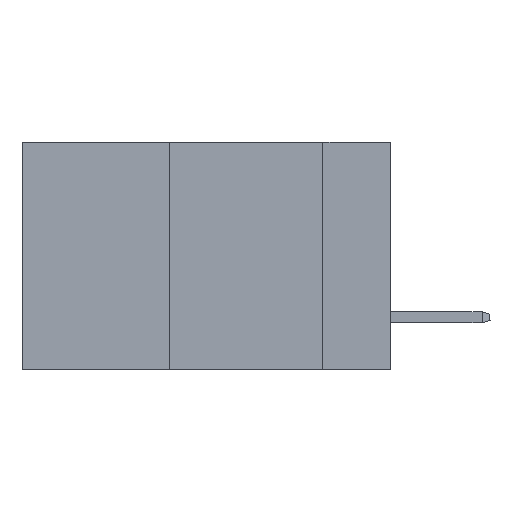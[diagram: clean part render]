
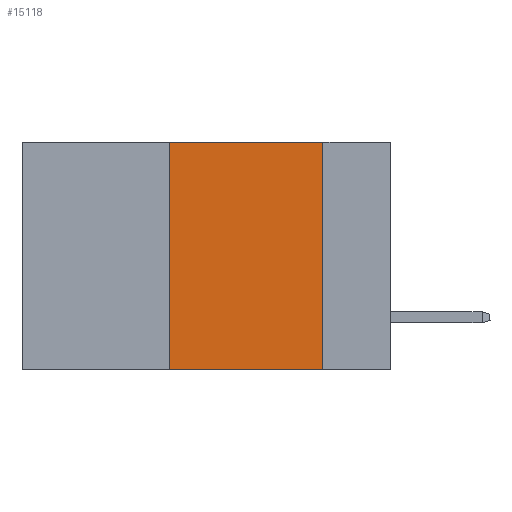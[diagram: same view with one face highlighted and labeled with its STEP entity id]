
A CAD part, left-side view. The second image highlights one B-rep face of the part: STEP entity #15118.
In plain terms, the highlighted planar face has unit normal (-1, 0, 0).
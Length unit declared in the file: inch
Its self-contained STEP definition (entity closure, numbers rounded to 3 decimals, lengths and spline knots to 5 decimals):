
#528 = CARTESIAN_POINT ( 'NONE',  ( 0., 0.11, 0. ) ) ;
#1702 = ORIENTED_EDGE ( 'NONE', *, *, #26363, .F. ) ;
#2225 = DIRECTION ( 'NONE',  ( 0., 0., 1. ) ) ;
#2598 = CARTESIAN_POINT ( 'NONE',  ( 0., 0.36, 0. ) ) ;
#3251 = CARTESIAN_POINT ( 'NONE',  ( 0., 0.6, 0. ) ) ;
#3420 = DIRECTION ( 'NONE',  ( 0., -1., 0. ) ) ;
#5970 = AXIS2_PLACEMENT_3D ( 'NONE', #28929, #22602, #12359 ) ;
#6317 = VERTEX_POINT ( 'NONE', #2598 ) ;
#8168 = CARTESIAN_POINT ( 'NONE',  ( 0., 0.11, 0. ) ) ;
#9166 = EDGE_CURVE ( 'NONE', #6317, #30589, #38320, .T. ) ;
#9799 = EDGE_CURVE ( 'NONE', #21991, #6317, #27539, .T. ) ;
#9971 = ORIENTED_EDGE ( 'NONE', *, *, #40383, .T. ) ;
#10513 = ORIENTED_EDGE ( 'NONE', *, *, #9166, .F. ) ;
#10788 = VECTOR ( 'NONE', #16105, 39.37008 ) ;
#12359 = DIRECTION ( 'NONE',  ( 0., 0., -1. ) ) ;
#15118 = ADVANCED_FACE ( 'NONE', ( #24846 ), #22326, .F. ) ;
#16105 = DIRECTION ( 'NONE',  ( 0., 0., -1. ) ) ;
#16331 = ORIENTED_EDGE ( 'NONE', *, *, #9799, .F. ) ;
#17023 = VERTEX_POINT ( 'NONE', #18798 ) ;
#18798 = CARTESIAN_POINT ( 'NONE',  ( 0., 0.11, -0.37 ) ) ;
#19454 = CARTESIAN_POINT ( 'NONE',  ( 0., 0.6, -0.37 ) ) ;
#21488 = VECTOR ( 'NONE', #39470, 39.37008 ) ;
#21991 = VERTEX_POINT ( 'NONE', #38631 ) ;
#22326 = PLANE ( 'NONE',  #5970 ) ;
#22602 = DIRECTION ( 'NONE',  ( 1., 0., 0. ) ) ;
#24846 = FACE_OUTER_BOUND ( 'NONE', #30601, .T. ) ;
#26363 = EDGE_CURVE ( 'NONE', #30589, #17023, #29233, .T. ) ;
#26483 = LINE ( 'NONE', #19454, #38764 ) ;
#27539 = LINE ( 'NONE', #41345, #38791 ) ;
#28929 = CARTESIAN_POINT ( 'NONE',  ( 0., 0.6, 0. ) ) ;
#29233 = LINE ( 'NONE', #528, #10788 ) ;
#30589 = VERTEX_POINT ( 'NONE', #8168 ) ;
#30601 = EDGE_LOOP ( 'NONE', ( #1702, #10513, #16331, #9971 ) ) ;
#38320 = LINE ( 'NONE', #3251, #21488 ) ;
#38631 = CARTESIAN_POINT ( 'NONE',  ( 0., 0.36, -0.37 ) ) ;
#38764 = VECTOR ( 'NONE', #3420, 39.37008 ) ;
#38791 = VECTOR ( 'NONE', #2225, 39.37008 ) ;
#39470 = DIRECTION ( 'NONE',  ( 0., -1., 0. ) ) ;
#40383 = EDGE_CURVE ( 'NONE', #21991, #17023, #26483, .T. ) ;
#41345 = CARTESIAN_POINT ( 'NONE',  ( 0., 0.36, 0. ) ) ;
